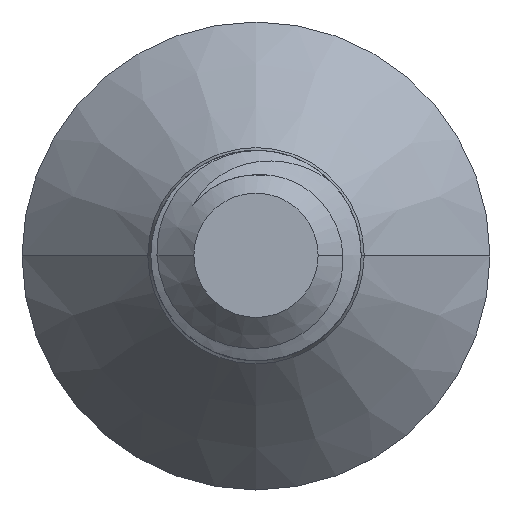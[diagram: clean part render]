
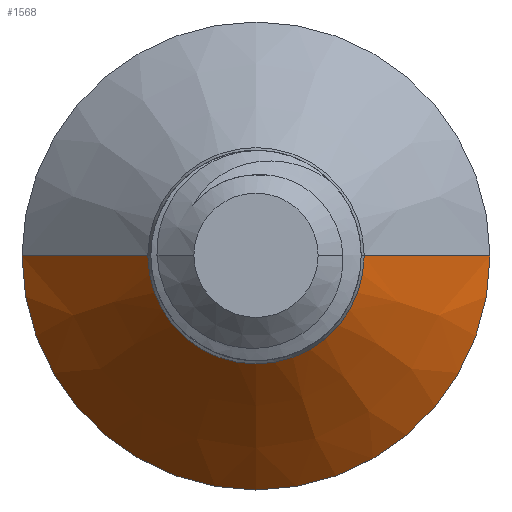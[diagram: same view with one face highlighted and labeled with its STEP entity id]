
A CAD part, top view. The second image highlights one B-rep face of the part: STEP entity #1568.
In plain terms, the highlighted conical face has half-angle 41 degrees and reference radius 2.851 mm.
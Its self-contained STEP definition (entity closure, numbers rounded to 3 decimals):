
#78=DIRECTION('',(-0.656,0.,0.755));
#79=VECTOR('',#78,3.195);
#80=CARTESIAN_POINT('',(3.899,0.,-6.298));
#81=LINE('',#80,#79);
#157=CARTESIAN_POINT('',(0.,0.,-3.886));
#158=DIRECTION('',(0.,0.,1.));
#159=DIRECTION('',(-1.,0.,0.));
#160=AXIS2_PLACEMENT_3D('',#157,#158,#159);
#162=CARTESIAN_POINT('',(0.,0.,-6.298));
#163=DIRECTION('',(0.,0.,-1.));
#164=DIRECTION('',(1.,0.,0.));
#165=AXIS2_PLACEMENT_3D('',#162,#163,#164);
#167=DIRECTION('',(0.656,0.,0.755));
#168=VECTOR('',#167,3.195);
#169=CARTESIAN_POINT('',(-3.899,0.,-6.298));
#170=LINE('',#169,#168);
#1370=CARTESIAN_POINT('',(-3.899,0.,-6.298));
#1371=CARTESIAN_POINT('',(3.899,0.,-6.298));
#1372=VERTEX_POINT('',#1370);
#1373=VERTEX_POINT('',#1371);
#1374=CARTESIAN_POINT('',(1.803,0.,-3.886));
#1375=CARTESIAN_POINT('',(-1.803,0.,-3.886));
#1376=VERTEX_POINT('',#1374);
#1377=VERTEX_POINT('',#1375);
#1556=CARTESIAN_POINT('',(0.,0.,-5.092));
#1557=DIRECTION('',(0.,0.,-1.));
#1558=DIRECTION('',(-1.,0.,0.));
#1559=AXIS2_PLACEMENT_3D('',#1556,#1557,#1558);
#1560=CONICAL_SURFACE('',#1559,2.851,41.);
#1561=ORIENTED_EDGE('',*,*,#1547,.T.);
#1562=ORIENTED_EDGE('',*,*,#1514,.F.);
#1564=ORIENTED_EDGE('',*,*,#1563,.T.);
#1565=ORIENTED_EDGE('',*,*,#1511,.T.);
#1566=EDGE_LOOP('',(#1561,#1562,#1564,#1565));
#1567=FACE_OUTER_BOUND('',#1566,.F.);
#1568=ADVANCED_FACE('',(#1567),#1560,.T.);
#161=CIRCLE('',#160,1.803);
#166=CIRCLE('',#165,3.899);
#1511=EDGE_CURVE('',#1372,#1377,#170,.T.);
#1514=EDGE_CURVE('',#1373,#1376,#81,.T.);
#1547=EDGE_CURVE('',#1377,#1376,#161,.T.);
#1563=EDGE_CURVE('',#1373,#1372,#166,.T.);
